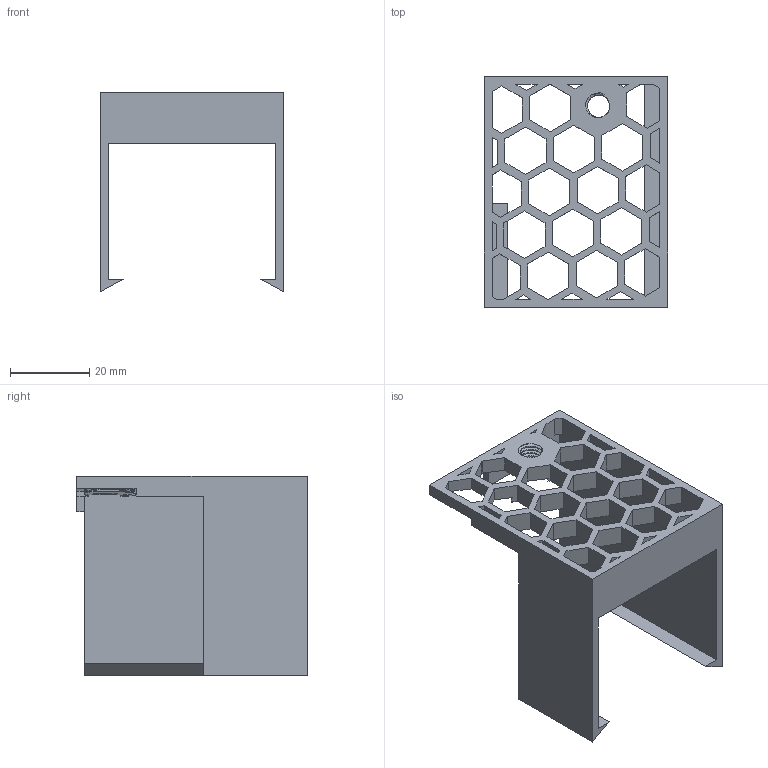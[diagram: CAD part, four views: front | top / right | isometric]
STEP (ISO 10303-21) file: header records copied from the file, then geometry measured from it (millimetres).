
FILE_DESCRIPTION(/* description */ (''),/* implementation_level */ '2;1');
FILE_NAME(/* name */ 'ender_3_direct_drive_conversion_adapter.step',/* time_stamp */ '2021-03-03T16:01:16-05:00',/* author */ (''),/* organization */ (''),/* preprocessor_version */ 'ST-DEVELOPER v18.1',/* originating_system */ 'Autodesk Translation Framework v9.10.0.1330',/* authorisation */ '');
FILE_SCHEMA (('AUTOMOTIVE_DESIGN { 1 0 10303 214 3 1 1 }'));
Length unit declared in the file: millimetre
Products named in the file (1): saved
Bounding box: 46.45 x 58.3 x 50.4 mm (x, y, z)
Volume: 13930.6 mm3; surface area: 16071.7 mm2
Topology: 1 solids, 1 shells, 164 faces, 537 edges, 357 vertices
Faces by surface type: plane 152, cylinder 10, bspline 2
Full cylindrical faces by diameter (mm): 5.635 x3, 6.747 x3
Entity records: 6850 total; most frequent: CARTESIAN_POINT 2057, ORIENTED_EDGE 1074, DIRECTION 843, EDGE_CURVE 537, LINE 509, VECTOR 509, VERTEX_POINT 357, EDGE_LOOP 202
